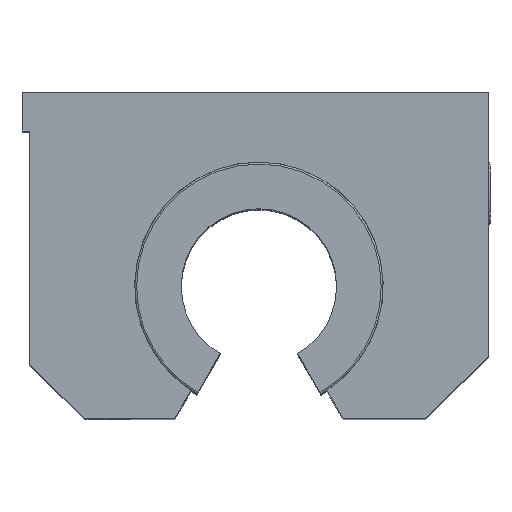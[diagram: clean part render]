
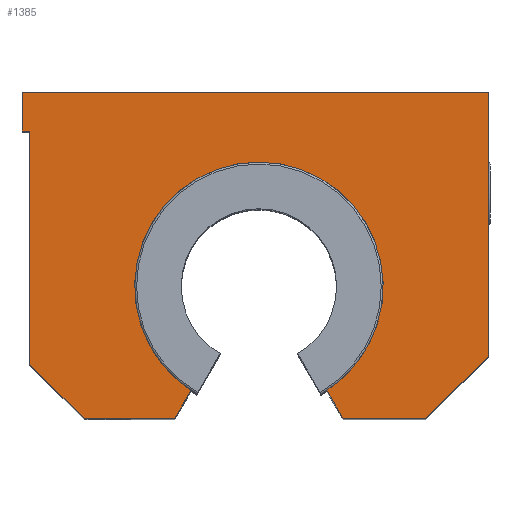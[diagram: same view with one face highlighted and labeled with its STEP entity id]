
A CAD part, top view. The second image highlights one B-rep face of the part: STEP entity #1385.
In plain terms, the highlighted planar face has unit normal (0, 0, 1).
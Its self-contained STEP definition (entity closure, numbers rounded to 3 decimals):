
#93=PLANE('',#1574);
#158=FACE_OUTER_BOUND('',#251,.T.);
#251=EDGE_LOOP('',(#1092,#1093,#1094,#1095,#1096,#1097,#1098,#1099,#1100,
#1101,#1102,#1103));
#344=LINE('',#2249,#459);
#347=LINE('',#2257,#462);
#362=LINE('',#2296,#477);
#365=LINE('',#2304,#480);
#368=LINE('',#2309,#483);
#369=LINE('',#2313,#484);
#370=LINE('',#2314,#485);
#371=LINE('',#2316,#486);
#372=LINE('',#2318,#487);
#373=LINE('',#2320,#488);
#374=LINE('',#2321,#489);
#459=VECTOR('',#1826,10.);
#462=VECTOR('',#1833,10.);
#477=VECTOR('',#1866,10.);
#480=VECTOR('',#1873,10.);
#483=VECTOR('',#1878,10.);
#484=VECTOR('',#1881,10.);
#485=VECTOR('',#1882,10.);
#486=VECTOR('',#1883,10.);
#487=VECTOR('',#1884,10.);
#488=VECTOR('',#1885,10.);
#489=VECTOR('',#1886,10.);
#575=CIRCLE('',#1575,16.);
#656=VERTEX_POINT('',#2246);
#657=VERTEX_POINT('',#2248);
#660=VERTEX_POINT('',#2256);
#674=VERTEX_POINT('',#2293);
#675=VERTEX_POINT('',#2295);
#678=VERTEX_POINT('',#2303);
#679=VERTEX_POINT('',#2308);
#680=VERTEX_POINT('',#2310);
#681=VERTEX_POINT('',#2312);
#682=VERTEX_POINT('',#2315);
#683=VERTEX_POINT('',#2317);
#684=VERTEX_POINT('',#2319);
#805=EDGE_CURVE('',#656,#657,#344,.T.);
#809=EDGE_CURVE('',#657,#660,#347,.T.);
#828=EDGE_CURVE('',#674,#675,#362,.T.);
#832=EDGE_CURVE('',#675,#678,#365,.T.);
#835=EDGE_CURVE('',#679,#656,#368,.T.);
#836=EDGE_CURVE('',#680,#679,#575,.T.);
#837=EDGE_CURVE('',#681,#680,#369,.T.);
#838=EDGE_CURVE('',#678,#681,#370,.T.);
#839=EDGE_CURVE('',#682,#674,#371,.T.);
#840=EDGE_CURVE('',#682,#683,#372,.T.);
#841=EDGE_CURVE('',#684,#683,#373,.T.);
#842=EDGE_CURVE('',#660,#684,#374,.T.);
#1092=ORIENTED_EDGE('',*,*,#809,.F.);
#1093=ORIENTED_EDGE('',*,*,#805,.F.);
#1094=ORIENTED_EDGE('',*,*,#835,.F.);
#1095=ORIENTED_EDGE('',*,*,#836,.F.);
#1096=ORIENTED_EDGE('',*,*,#837,.F.);
#1097=ORIENTED_EDGE('',*,*,#838,.F.);
#1098=ORIENTED_EDGE('',*,*,#832,.F.);
#1099=ORIENTED_EDGE('',*,*,#828,.F.);
#1100=ORIENTED_EDGE('',*,*,#839,.F.);
#1101=ORIENTED_EDGE('',*,*,#840,.T.);
#1102=ORIENTED_EDGE('',*,*,#841,.F.);
#1103=ORIENTED_EDGE('',*,*,#842,.F.);
#1385=ADVANCED_FACE('',(#158),#93,.T.);
#1574=AXIS2_PLACEMENT_3D('',#2307,#1876,#1877);
#1575=AXIS2_PLACEMENT_3D('',#2311,#1879,#1880);
#1826=DIRECTION('',(-1.,0.,0.));
#1833=DIRECTION('',(-0.707,0.707,0.));
#1866=DIRECTION('',(0.,-1.,0.));
#1873=DIRECTION('',(-0.707,-0.707,0.));
#1876=DIRECTION('center_axis',(0.,0.,1.));
#1877=DIRECTION('ref_axis',(1.,0.,0.));
#1878=DIRECTION('',(-0.5,-0.866,0.));
#1879=DIRECTION('center_axis',(0.,0.,1.));
#1880=DIRECTION('ref_axis',(0.547,-0.837,0.));
#1881=DIRECTION('',(-0.5,0.866,0.));
#1882=DIRECTION('',(-1.,0.,0.));
#1883=DIRECTION('',(1.,0.,0.));
#1884=DIRECTION('',(0.,-1.,0.));
#1885=DIRECTION('',(-1.,0.,0.));
#1886=DIRECTION('',(0.,1.,0.));
#2246=CARTESIAN_POINT('',(-10.831,-21.,52.));
#2248=CARTESIAN_POINT('',(-22.5,-21.,52.));
#2249=CARTESIAN_POINT('',(-10.831,-21.,52.));
#2256=CARTESIAN_POINT('',(-29.5,-14.,52.));
#2257=CARTESIAN_POINT('',(-23.982,-19.518,52.));
#2293=CARTESIAN_POINT('',(29.5,21.,52.));
#2295=CARTESIAN_POINT('',(29.5,-13.,52.));
#2296=CARTESIAN_POINT('',(29.5,21.,52.));
#2303=CARTESIAN_POINT('',(21.5,-21.,52.));
#2304=CARTESIAN_POINT('',(23.482,-19.018,52.));
#2307=CARTESIAN_POINT('Origin',(0.,0.429,52.));
#2308=CARTESIAN_POINT('',(-8.75,-17.395,52.));
#2309=CARTESIAN_POINT('',(-8.75,-17.395,52.));
#2310=CARTESIAN_POINT('',(8.75,-17.395,52.));
#2311=CARTESIAN_POINT('Origin',(0.,-4.,52.));
#2312=CARTESIAN_POINT('',(10.831,-21.,52.));
#2313=CARTESIAN_POINT('',(10.831,-21.,52.));
#2314=CARTESIAN_POINT('',(29.5,-21.,52.));
#2315=CARTESIAN_POINT('',(-30.5,21.,52.));
#2316=CARTESIAN_POINT('',(-29.5,21.,52.));
#2317=CARTESIAN_POINT('',(-30.5,16.,52.));
#2318=CARTESIAN_POINT('',(-30.5,-21.,52.));
#2319=CARTESIAN_POINT('',(-29.5,16.,52.));
#2320=CARTESIAN_POINT('',(-29.5,16.,52.));
#2321=CARTESIAN_POINT('',(-29.5,-21.,52.));
